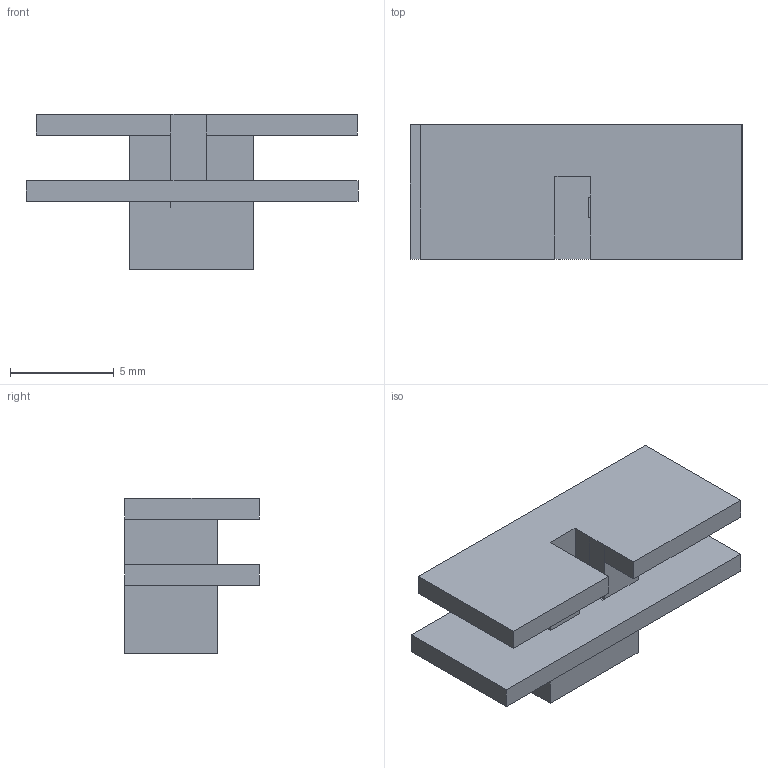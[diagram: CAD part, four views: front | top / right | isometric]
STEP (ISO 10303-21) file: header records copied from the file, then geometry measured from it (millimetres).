
FILE_DESCRIPTION(/* description */ (''),/* implementation_level */ '2;1');
FILE_NAME(/* name */ 'switch_knob v12.step',/* time_stamp */ '2023-11-30T19:44:36+09:00',/* author */ (''),/* organization */ (''),/* preprocessor_version */ 'ST-DEVELOPER v20',/* originating_system */ 'Autodesk Translation Framework v12.14.0.127',/* authorisation */ '');
FILE_SCHEMA (('AUTOMOTIVE_DESIGN { 1 0 10303 214 3 1 1 }'));
Length unit declared in the file: millimetre
Products named in the file (1): switch_knob
Bounding box: 16.03 x 6.5 x 7.5 mm (x, y, z)
Volume: 339.6 mm3; surface area: 575.3 mm2
Topology: 1 solids, 1 shells, 40 faces, 110 edges, 72 vertices
Faces by surface type: plane 40
Entity records: 1282 total; most frequent: CARTESIAN_POINT 224, ORIENTED_EDGE 222, DIRECTION 193, LINE 111, VECTOR 111, EDGE_CURVE 111, VERTEX_POINT 72, AXIS2_PLACEMENT_3D 41
